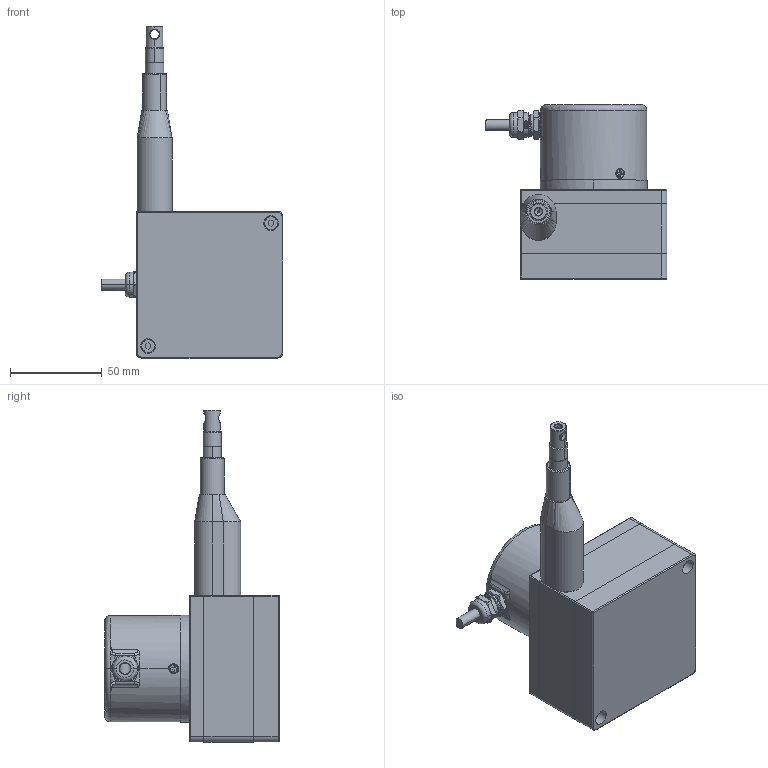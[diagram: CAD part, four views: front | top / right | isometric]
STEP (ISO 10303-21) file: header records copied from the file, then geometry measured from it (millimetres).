
FILE_DESCRIPTION(('CATIA V5 STEP Exchange'),'2;1');
FILE_NAME('FLTF81-ASM-ESK58.stp','2026-02-04T08:03:42+00:00',('none'),('none'),'CATIA Version 5 Release 21 GA (IN-10)','CATIA V5 STEP AP203','none');
FILE_SCHEMA(('CONFIG_CONTROL_DESIGN'));
Length unit declared in the file: millimetre
Products named in the file (5): FLTF81_ASM; FLTF81_COMPONENTS; FLTF81_BOLTS; FLTF81_ACCESSORIES; LTF63_DXZ
Assembly tree (17 placements, depth 3):
  FLTF81_ASM
    FLTF81_COMPONENTS
      #66
    FLTF81_BOLTS
      #16361  x4
    FLTF81_ACCESSORIES
    LTF63_DXZ
      #16879
      #17215
    #17828
    #18585
    #19989
    #20277
    #20683
    #21127
Bounding box: 99.2 x 95 x 181 mm (x, y, z)
Volume: 336695.3 mm3; surface area: 83719.7 mm2
Topology: 12 solids, 25 shells, 651 faces, 1672 edges, 1074 vertices
Faces by surface type: cylinder 214, bspline 180, plane 148, cone 55, torus 52, sphere 2
Entity records: 21518 total; most frequent: CARTESIAN_POINT 8902, ORIENTED_EDGE 2928, DIRECTION 1738, EDGE_CURVE 1564, VERTEX_POINT 1008, AXIS2_PLACEMENT_3D 904, EDGE_LOOP 674, ADVANCED_FACE 603
